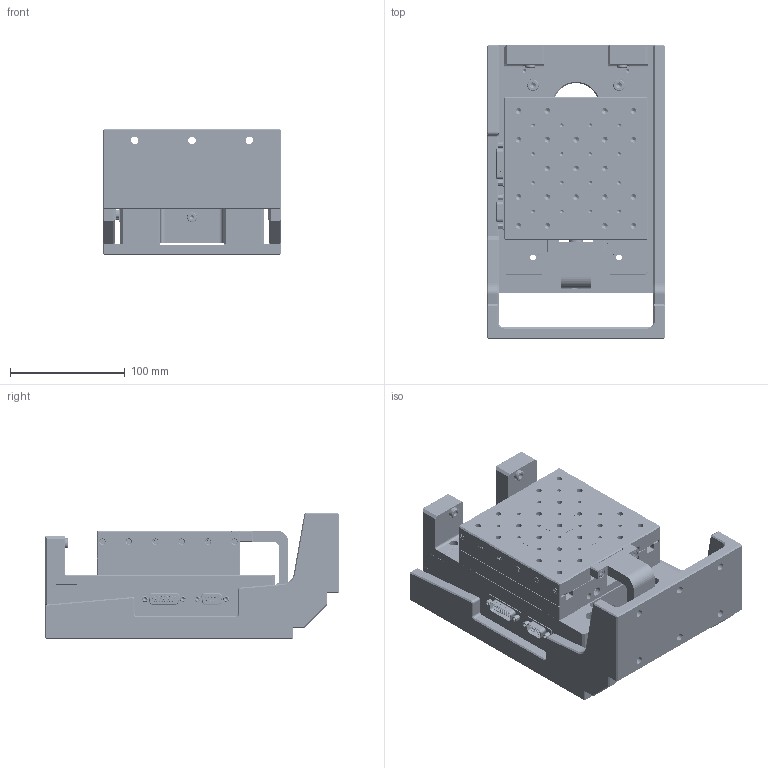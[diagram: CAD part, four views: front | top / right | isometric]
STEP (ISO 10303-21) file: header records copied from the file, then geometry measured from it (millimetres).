
FILE_DESCRIPTION (( 'STEP AP214' ), '1' );
FILE_NAME ('526955.STEP', '2022-03-25T01:10:31', ( '' ), ( '' ), 'SwSTEP 2.0', 'SolidWorks 2020', '' );
FILE_SCHEMA (( 'AUTOMOTIVE_DESIGN' ));
Length unit declared in the file: millimetre
Products named in the file (1): 526955
Bounding box: 155 x 256 x 110 mm (x, y, z)
Volume: 1786425.1 mm3; surface area: 431676.2 mm2
Topology: 99 solids, 107 shells, 5530 faces, 13522 edges, 8143 vertices
Faces by surface type: plane 2283, cylinder 1969, cone 637, bspline 407, torus 124, sphere 110
Entity records: 169033 total; most frequent: CARTESIAN_POINT 39699, DIRECTION 27492, ORIENTED_EDGE 26066, EDGE_CURVE 13033, AXIS2_PLACEMENT_3D 10036, VERTEX_POINT 8125, LINE 7420, VECTOR 7420
